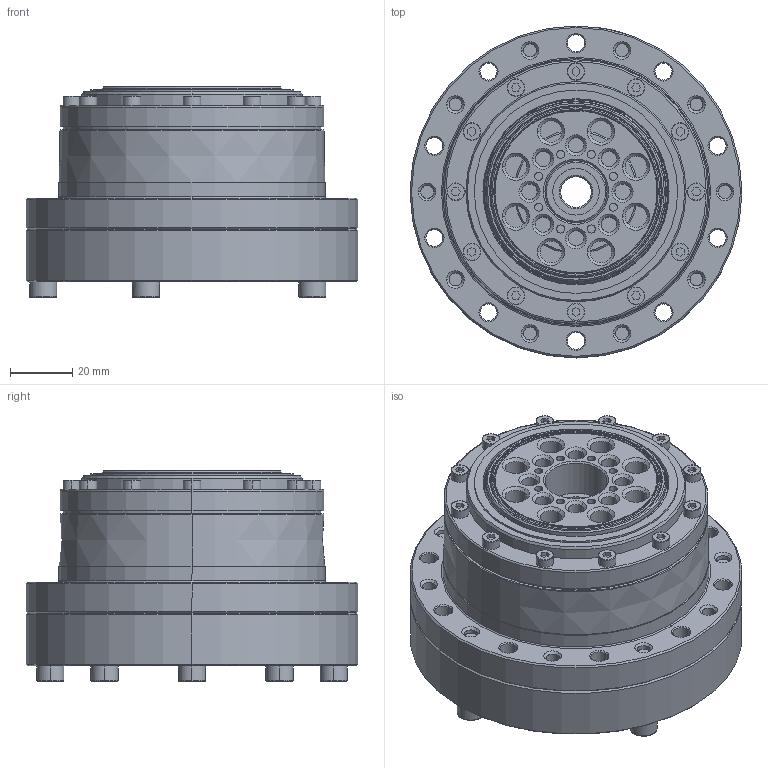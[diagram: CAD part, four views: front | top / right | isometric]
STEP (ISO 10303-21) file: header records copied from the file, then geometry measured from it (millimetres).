
FILE_DESCRIPTION (( 'STEP AP214' ), '1' );
FILE_NAME ('outside_C007645_CSG-25-xxx-2UH-LW-SP-A.STEP', '2021-03-02T00:36:16', ( '' ), ( '' ), 'SwSTEP 2.0', 'SolidWorks 2018', '' );
FILE_SCHEMA (( 'AUTOMOTIVE_DESIGN' ));
Length unit declared in the file: millimetre
Products named in the file (4): outside_CSG-25-xx-2UH-LW_output; outside_CSG-25-xxx-2UH-LW-SP-A_fixed; outside_C007645_CSG-25-xxx-2UH-LW-SP-A; outside_CSG-25-xxx-2UH-LW-SP-A_WG
Assembly tree (3 placements, depth 2):
  outside_C007645_CSG-25-xxx-2UH-LW-SP-A
    outside_CSG-25-xxx-2UH-LW-SP-A_fixed
    outside_CSG-25-xx-2UH-LW_output
    outside_CSG-25-xxx-2UH-LW-SP-A_WG
Bounding box: 107 x 107 x 68 mm (x, y, z)
Volume: 341625.3 mm3; surface area: 92434.2 mm2
Topology: 3 solids, 3 shells, 1712 faces, 4500 edges, 2847 vertices
Faces by surface type: cylinder 563, plane 487, torus 276, cone 222, bspline 164
Entity records: 64543 total; most frequent: CARTESIAN_POINT 20946, ORIENTED_EDGE 8892, DIRECTION 7685, EDGE_CURVE 4446, AXIS2_PLACEMENT_3D 3109, VERTEX_POINT 2847, EDGE_LOOP 1907, FACE_OUTER_BOUND 1712
